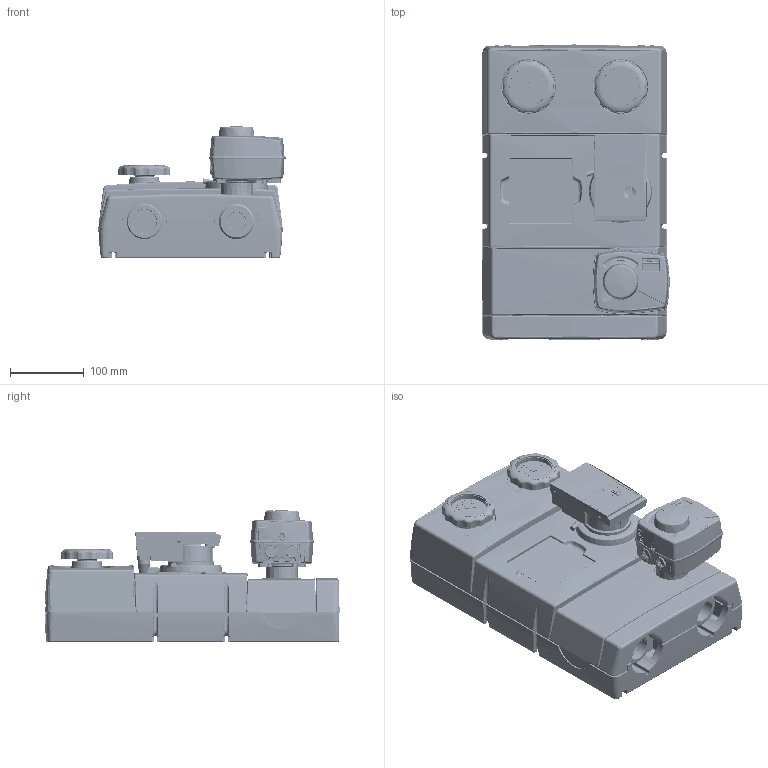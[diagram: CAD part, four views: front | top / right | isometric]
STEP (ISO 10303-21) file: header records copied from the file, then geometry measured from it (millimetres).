
FILE_DESCRIPTION(('CATIA V5 STEP'),'2;1');
FILE_NAME('61040200 GRC111.stp','2015-12-29T06:40:46+00:00',('none'),('none'),'CATIA Version 5 Release 20 SP 6 (IN-10)','CATIA V5 STEP AP214','none');
FILE_SCHEMA(('AUTOMOTIVE_DESIGN { 1 0 10303 214 1 1 1 1 }'));
Length unit declared in the file: millimetre
Products named in the file (1): GRA111_AllCATPart
Bounding box: 254.1 x 400.18 x 179.35 mm (x, y, z)
Volume: 9290637.9 mm3; surface area: 650747.7 mm2
Topology: 1 solids, 91 shells, 9415 faces, 24481 edges, 15204 vertices
Faces by surface type: plane 3378, bspline 2155, cylinder 2029, torus 770, cone 643, sphere 363, revolution 62, extrusion 15
Entity records: 429162 total; most frequent: CARTESIAN_POINT 206844, ORIENTED_EDGE 48090, DIRECTION 26385, EDGE_CURVE 24108, VERTEX_POINT 15205, AXIS2_PLACEMENT_3D 10722, B_SPLINE_CURVE_WITH_KNOTS 10021, EDGE_LOOP 9929
